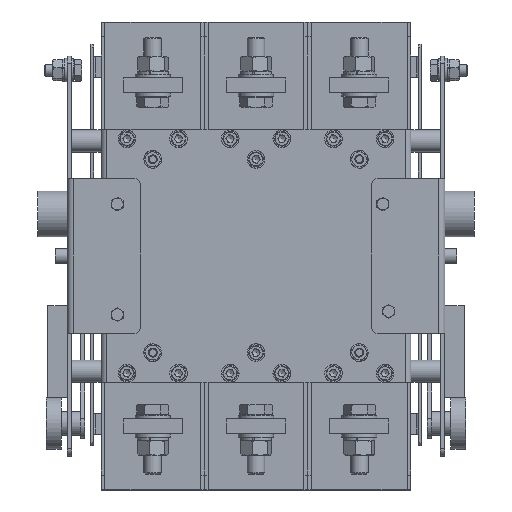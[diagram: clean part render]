
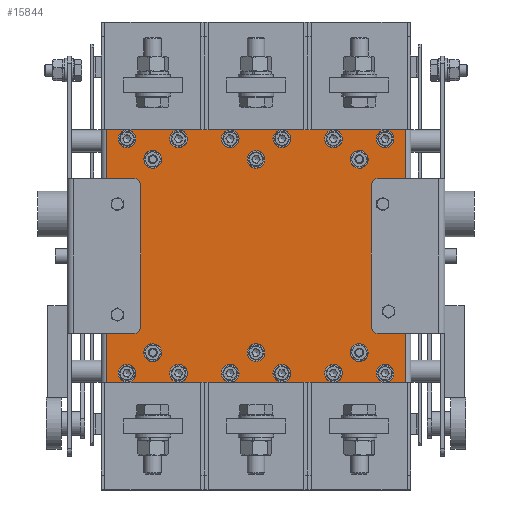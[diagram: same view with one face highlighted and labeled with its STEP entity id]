
A CAD part, top view. The second image highlights one B-rep face of the part: STEP entity #15844.
In plain terms, the highlighted planar face has unit normal (0, 0, 1).
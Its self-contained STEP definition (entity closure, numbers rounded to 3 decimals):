
#1319 = EDGE_CURVE ( 'NONE', #6333, #10548, #15521, .T. ) ;
#1414 = VECTOR ( 'NONE', #3592, 1000. ) ;
#2053 = ORIENTED_EDGE ( 'NONE', *, *, #1319, .T. ) ;
#3592 = DIRECTION ( 'NONE',  ( 1., 0., 0. ) ) ;
#3778 = EDGE_CURVE ( 'NONE', #5441, #20338, #3853, .T. ) ;
#3853 = LINE ( 'NONE', #12578, #21877 ) ;
#5441 = VERTEX_POINT ( 'NONE', #26704 ) ;
#6167 = LINE ( 'NONE', #23546, #1414 ) ;
#6333 = VERTEX_POINT ( 'NONE', #24581 ) ;
#6382 = ORIENTED_EDGE ( 'NONE', *, *, #3778, .F. ) ;
#6777 = EDGE_CURVE ( 'NONE', #6333, #5441, #15479, .T. ) ;
#10339 = ORIENTED_EDGE ( 'NONE', *, *, #6777, .F. ) ;
#10548 = VERTEX_POINT ( 'NONE', #13986 ) ;
#11557 = PLANE ( 'NONE',  #26171 ) ;
#11848 = CARTESIAN_POINT ( 'NONE',  ( 105., 171., 0. ) ) ;
#12578 = CARTESIAN_POINT ( 'NONE',  ( 101., 171., 0. ) ) ;
#13296 = CARTESIAN_POINT ( 'NONE',  ( 101., 0., 0. ) ) ;
#13986 = CARTESIAN_POINT ( 'NONE',  ( -101., 0., 0. ) ) ;
#15020 = DIRECTION ( 'NONE',  ( 0., -1., 0. ) ) ;
#15479 = LINE ( 'NONE', #22128, #22548 ) ;
#15521 = LINE ( 'NONE', #19101, #17574 ) ;
#15844 = ADVANCED_FACE ( 'NONE', ( #24624 ), #11557, .F. ) ;
#16391 = DIRECTION ( 'NONE',  ( -1., 0., 0. ) ) ;
#17574 = VECTOR ( 'NONE', #15020, 1000. ) ;
#19101 = CARTESIAN_POINT ( 'NONE',  ( -101., 171., 0. ) ) ;
#19604 = EDGE_LOOP ( 'NONE', ( #25459, #6382, #10339, #2053 ) ) ;
#20338 = VERTEX_POINT ( 'NONE', #13296 ) ;
#21225 = DIRECTION ( 'NONE',  ( 0., -1., 0. ) ) ;
#21877 = VECTOR ( 'NONE', #21225, 1000. ) ;
#22128 = CARTESIAN_POINT ( 'NONE',  ( 105., 171., 0. ) ) ;
#22548 = VECTOR ( 'NONE', #26388, 1000. ) ;
#23546 = CARTESIAN_POINT ( 'NONE',  ( 105., 0., 0. ) ) ;
#24302 = EDGE_CURVE ( 'NONE', #10548, #20338, #6167, .T. ) ;
#24581 = CARTESIAN_POINT ( 'NONE',  ( -101., 171., 0. ) ) ;
#24624 = FACE_OUTER_BOUND ( 'NONE', #19604, .T. ) ;
#25459 = ORIENTED_EDGE ( 'NONE', *, *, #24302, .T. ) ;
#26171 = AXIS2_PLACEMENT_3D ( 'NONE', #11848, #26884, #16391 ) ;
#26388 = DIRECTION ( 'NONE',  ( 1., 0., 0. ) ) ;
#26704 = CARTESIAN_POINT ( 'NONE',  ( 101., 171., 0. ) ) ;
#26884 = DIRECTION ( 'NONE',  ( 0., 0., -1. ) ) ;
